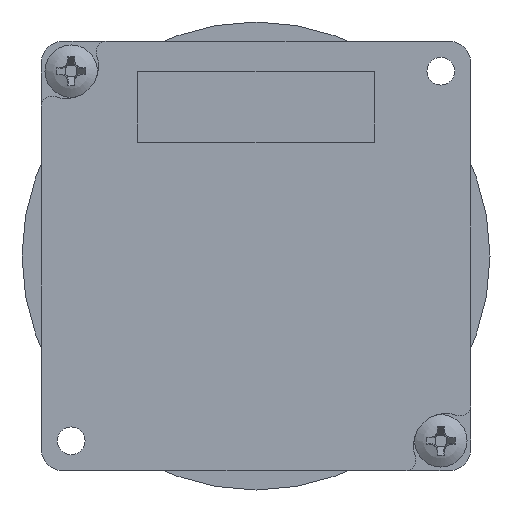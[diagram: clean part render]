
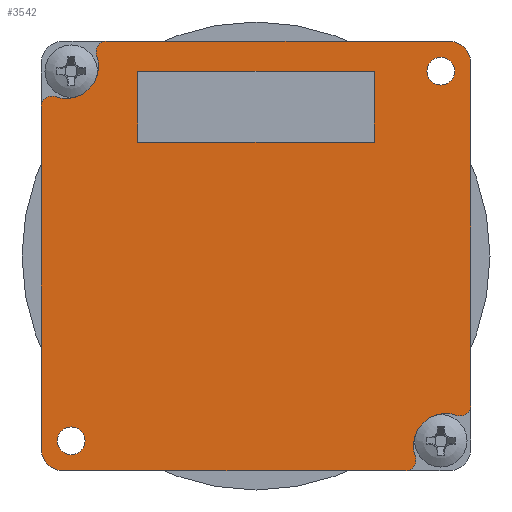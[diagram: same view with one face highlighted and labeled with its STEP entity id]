
A CAD part, front view. The second image highlights one B-rep face of the part: STEP entity #3542.
In plain terms, the highlighted planar face has unit normal (0, -1, 0).
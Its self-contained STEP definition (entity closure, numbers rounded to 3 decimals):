
#159=FACE_BOUND('',#928,.T.);
#160=FACE_BOUND('',#929,.T.);
#161=FACE_BOUND('',#930,.T.);
#460=CIRCLE('',#4023,0.65);
#462=CIRCLE('',#4026,0.65);
#465=CIRCLE('',#4030,1.5);
#467=CIRCLE('',#4033,0.5);
#469=CIRCLE('',#4037,1.);
#471=CIRCLE('',#4041,0.5);
#473=CIRCLE('',#4044,1.5);
#475=CIRCLE('',#4047,0.5);
#477=CIRCLE('',#4051,1.);
#479=CIRCLE('',#4055,0.5);
#674=FACE_OUTER_BOUND('',#927,.T.);
#927=EDGE_LOOP('',(#3216,#3217,#3218,#3219,#3220,#3221,#3222,#3223,#3224,
#3225,#3226,#3227));
#928=EDGE_LOOP('',(#3228,#3229,#3230,#3231));
#929=EDGE_LOOP('',(#3232));
#930=EDGE_LOOP('',(#3233));
#1166=LINE('',#6169,#1425);
#1170=LINE('',#6177,#1429);
#1173=LINE('',#6183,#1432);
#1176=LINE('',#6188,#1435);
#1184=LINE('',#6222,#1443);
#1188=LINE('',#6234,#1447);
#1194=LINE('',#6258,#1453);
#1198=LINE('',#6270,#1457);
#1425=VECTOR('',#5063,10.);
#1429=VECTOR('',#5069,10.);
#1432=VECTOR('',#5074,10.);
#1435=VECTOR('',#5079,10.);
#1443=VECTOR('',#5115,10.);
#1447=VECTOR('',#5127,10.);
#1453=VECTOR('',#5153,10.);
#1457=VECTOR('',#5165,10.);
#1745=VERTEX_POINT('',#6167);
#1746=VERTEX_POINT('',#6168);
#1749=VERTEX_POINT('',#6176);
#1751=VERTEX_POINT('',#6182);
#1753=VERTEX_POINT('',#6192);
#1755=VERTEX_POINT('',#6198);
#1759=VERTEX_POINT('',#6207);
#1760=VERTEX_POINT('',#6209);
#1762=VERTEX_POINT('',#6215);
#1764=VERTEX_POINT('',#6221);
#1766=VERTEX_POINT('',#6227);
#1768=VERTEX_POINT('',#6233);
#1770=VERTEX_POINT('',#6239);
#1772=VERTEX_POINT('',#6245);
#1774=VERTEX_POINT('',#6251);
#1776=VERTEX_POINT('',#6257);
#1778=VERTEX_POINT('',#6263);
#1780=VERTEX_POINT('',#6269);
#2218=EDGE_CURVE('',#1745,#1746,#1166,.T.);
#2222=EDGE_CURVE('',#1746,#1749,#1170,.T.);
#2225=EDGE_CURVE('',#1749,#1751,#1173,.T.);
#2228=EDGE_CURVE('',#1751,#1745,#1176,.T.);
#2230=EDGE_CURVE('',#1753,#1753,#460,.T.);
#2233=EDGE_CURVE('',#1755,#1755,#462,.T.);
#2238=EDGE_CURVE('',#1760,#1759,#465,.T.);
#2241=EDGE_CURVE('',#1762,#1760,#467,.T.);
#2244=EDGE_CURVE('',#1764,#1762,#1184,.T.);
#2247=EDGE_CURVE('',#1766,#1764,#469,.T.);
#2250=EDGE_CURVE('',#1768,#1766,#1188,.T.);
#2253=EDGE_CURVE('',#1770,#1768,#471,.T.);
#2256=EDGE_CURVE('',#1772,#1770,#473,.T.);
#2259=EDGE_CURVE('',#1774,#1772,#475,.T.);
#2262=EDGE_CURVE('',#1776,#1774,#1194,.T.);
#2265=EDGE_CURVE('',#1778,#1776,#477,.T.);
#2268=EDGE_CURVE('',#1780,#1778,#1198,.T.);
#2271=EDGE_CURVE('',#1759,#1780,#479,.T.);
#3216=ORIENTED_EDGE('',*,*,#2271,.T.);
#3217=ORIENTED_EDGE('',*,*,#2268,.T.);
#3218=ORIENTED_EDGE('',*,*,#2265,.T.);
#3219=ORIENTED_EDGE('',*,*,#2262,.T.);
#3220=ORIENTED_EDGE('',*,*,#2259,.T.);
#3221=ORIENTED_EDGE('',*,*,#2256,.T.);
#3222=ORIENTED_EDGE('',*,*,#2253,.T.);
#3223=ORIENTED_EDGE('',*,*,#2250,.T.);
#3224=ORIENTED_EDGE('',*,*,#2247,.T.);
#3225=ORIENTED_EDGE('',*,*,#2244,.T.);
#3226=ORIENTED_EDGE('',*,*,#2241,.T.);
#3227=ORIENTED_EDGE('',*,*,#2238,.T.);
#3228=ORIENTED_EDGE('',*,*,#2218,.T.);
#3229=ORIENTED_EDGE('',*,*,#2222,.T.);
#3230=ORIENTED_EDGE('',*,*,#2225,.T.);
#3231=ORIENTED_EDGE('',*,*,#2228,.T.);
#3232=ORIENTED_EDGE('',*,*,#2233,.T.);
#3233=ORIENTED_EDGE('',*,*,#2230,.T.);
#3350=PLANE('',#4056);
#3542=ADVANCED_FACE('',(#674,#159,#160,#161),#3350,.T.);
#4023=AXIS2_PLACEMENT_3D('',#6193,#5085,#5086);
#4026=AXIS2_PLACEMENT_3D('',#6199,#5092,#5093);
#4030=AXIS2_PLACEMENT_3D('',#6210,#5102,#5103);
#4033=AXIS2_PLACEMENT_3D('',#6216,#5109,#5110);
#4037=AXIS2_PLACEMENT_3D('',#6228,#5121,#5122);
#4041=AXIS2_PLACEMENT_3D('',#6240,#5133,#5134);
#4044=AXIS2_PLACEMENT_3D('',#6246,#5140,#5141);
#4047=AXIS2_PLACEMENT_3D('',#6252,#5147,#5148);
#4051=AXIS2_PLACEMENT_3D('',#6264,#5159,#5160);
#4055=AXIS2_PLACEMENT_3D('',#6274,#5171,#5172);
#4056=AXIS2_PLACEMENT_3D('',#6275,#5173,#5174);
#5063=DIRECTION('',(0.,0.,1.));
#5069=DIRECTION('',(1.,0.,0.));
#5074=DIRECTION('',(0.,0.,-1.));
#5079=DIRECTION('',(-1.,0.,0.));
#5085=DIRECTION('center_axis',(0.,1.,0.));
#5086=DIRECTION('ref_axis',(1.,0.,0.));
#5092=DIRECTION('center_axis',(0.,1.,0.));
#5093=DIRECTION('ref_axis',(1.,0.,0.));
#5102=DIRECTION('center_axis',(0.,1.,0.));
#5103=DIRECTION('ref_axis',(-0.331,0.,-0.944));
#5109=DIRECTION('center_axis',(0.,-1.,0.));
#5110=DIRECTION('ref_axis',(0.,0.,1.));
#5115=DIRECTION('',(-1.,0.,0.));
#5121=DIRECTION('center_axis',(0.,-1.,0.));
#5122=DIRECTION('ref_axis',(1.,0.,0.));
#5127=DIRECTION('',(0.,0.,1.));
#5133=DIRECTION('center_axis',(0.,-1.,0.));
#5134=DIRECTION('ref_axis',(-0.331,0.,-0.944));
#5140=DIRECTION('center_axis',(0.,1.,0.));
#5141=DIRECTION('ref_axis',(0.331,0.,0.944));
#5147=DIRECTION('center_axis',(0.,-1.,0.));
#5148=DIRECTION('ref_axis',(0.,0.,-1.));
#5153=DIRECTION('',(1.,0.,0.));
#5159=DIRECTION('center_axis',(0.,-1.,0.));
#5160=DIRECTION('ref_axis',(-1.,0.,0.));
#5165=DIRECTION('',(0.,0.,-1.));
#5171=DIRECTION('center_axis',(0.,-1.,0.));
#5172=DIRECTION('ref_axis',(0.331,0.,0.944));
#5173=DIRECTION('center_axis',(0.,-1.,0.));
#5174=DIRECTION('ref_axis',(1.,0.,0.));
#6167=CARTESIAN_POINT('',(-5.5,-4.7,5.3));
#6168=CARTESIAN_POINT('',(-5.5,-4.7,8.6));
#6169=CARTESIAN_POINT('',(-5.5,-4.7,4.3));
#6176=CARTESIAN_POINT('',(5.5,-4.7,8.6));
#6177=CARTESIAN_POINT('',(2.75,-4.7,8.6));
#6182=CARTESIAN_POINT('',(5.5,-4.7,5.3));
#6183=CARTESIAN_POINT('',(5.5,-4.7,2.65));
#6188=CARTESIAN_POINT('',(-2.75,-4.7,5.3));
#6192=CARTESIAN_POINT('',(-9.261,-4.7,-8.611));
#6193=CARTESIAN_POINT('Origin',(-8.611,-4.7,-8.611));
#6198=CARTESIAN_POINT('',(7.961,-4.7,8.611));
#6199=CARTESIAN_POINT('Origin',(8.611,-4.7,8.611));
#6207=CARTESIAN_POINT('',(-9.335,-4.7,7.423));
#6209=CARTESIAN_POINT('',(-7.423,-4.7,9.335));
#6210=CARTESIAN_POINT('Origin',(-8.839,-4.7,8.839));
#6215=CARTESIAN_POINT('',(-6.951,-4.7,10.));
#6216=CARTESIAN_POINT('Origin',(-6.951,-4.7,9.5));
#6221=CARTESIAN_POINT('',(9.,-4.7,10.));
#6222=CARTESIAN_POINT('',(9.,-4.7,10.));
#6227=CARTESIAN_POINT('',(10.,-4.7,9.));
#6228=CARTESIAN_POINT('Origin',(9.,-4.7,9.));
#6233=CARTESIAN_POINT('',(10.,-4.7,-6.951));
#6234=CARTESIAN_POINT('',(10.,-4.7,-6.951));
#6239=CARTESIAN_POINT('',(9.335,-4.7,-7.423));
#6240=CARTESIAN_POINT('Origin',(9.5,-4.7,-6.951));
#6245=CARTESIAN_POINT('',(7.423,-4.7,-9.335));
#6246=CARTESIAN_POINT('Origin',(8.839,-4.7,-8.839));
#6251=CARTESIAN_POINT('',(6.951,-4.7,-10.));
#6252=CARTESIAN_POINT('Origin',(6.951,-4.7,-9.5));
#6257=CARTESIAN_POINT('',(-9.,-4.7,-10.));
#6258=CARTESIAN_POINT('',(-9.,-4.7,-10.));
#6263=CARTESIAN_POINT('',(-10.,-4.7,-9.));
#6264=CARTESIAN_POINT('Origin',(-9.,-4.7,-9.));
#6269=CARTESIAN_POINT('',(-10.,-4.7,6.951));
#6270=CARTESIAN_POINT('',(-10.,-4.7,6.951));
#6274=CARTESIAN_POINT('Origin',(-9.5,-4.7,6.951));
#6275=CARTESIAN_POINT('Origin',(0.,-4.7,0.));
